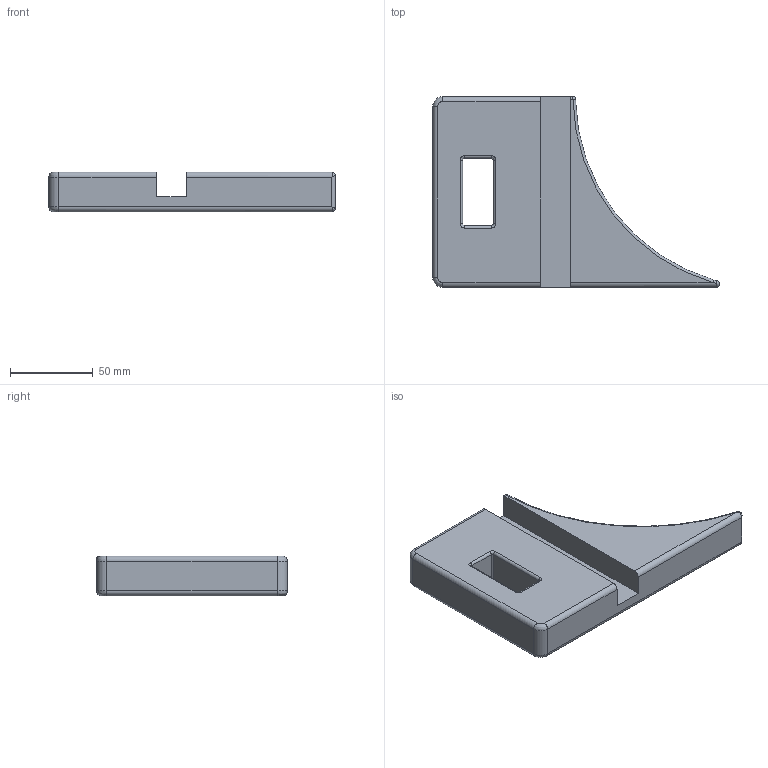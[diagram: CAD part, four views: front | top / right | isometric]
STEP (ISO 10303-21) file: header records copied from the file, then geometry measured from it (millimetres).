
FILE_DESCRIPTION(/* description */ (''),/* implementation_level */ '2;1');
FILE_NAME(/* name */ 'Left Ramp_.step',/* time_stamp */ '2024-06-05T14:34:11+02:00',/* author */ (''),/* organization */ (''),/* preprocessor_version */ 'ST-DEVELOPER v20',/* originating_system */ 'Autodesk Translation Framework v13.14.0.145',/* authorisation */ '');
FILE_SCHEMA (('AUTOMOTIVE_DESIGN { 1 0 10303 214 3 1 1 }'));
Length unit declared in the file: millimetre
Products named in the file (1): leftRamp
Bounding box: 172.67 x 115 x 24 mm (x, y, z)
Volume: 253649.4 mm3; surface area: 40829.9 mm2
Topology: 1 solids, 1 shells, 58 faces, 135 edges, 77 vertices
Faces by surface type: cylinder 25, plane 13, torus 10, bspline 9, sphere 1
Entity records: 1912 total; most frequent: CARTESIAN_POINT 573, DIRECTION 288, ORIENTED_EDGE 266, EDGE_CURVE 133, AXIS2_PLACEMENT_3D 115, VERTEX_POINT 77, CIRCLE 65, EDGE_LOOP 60
